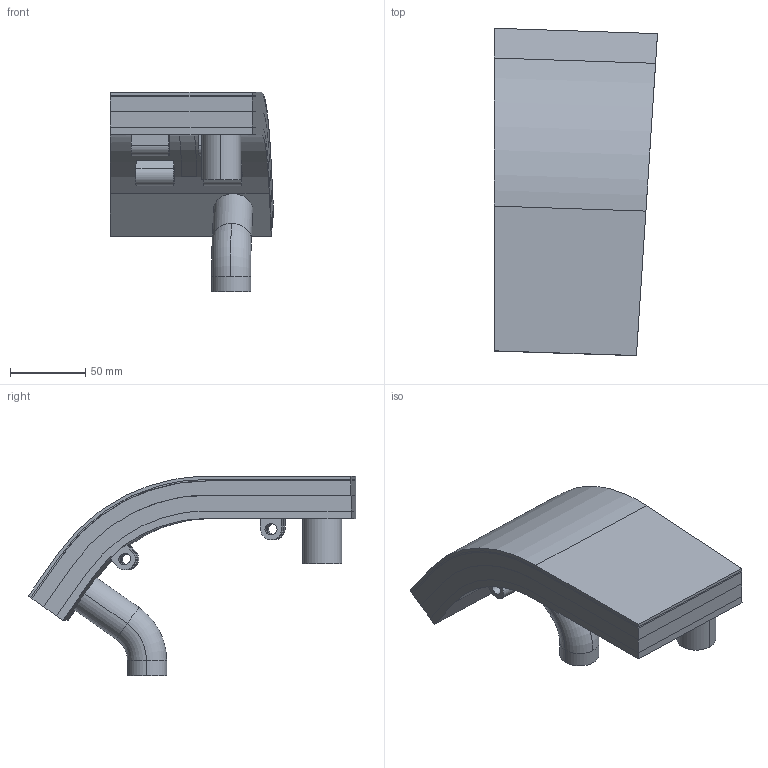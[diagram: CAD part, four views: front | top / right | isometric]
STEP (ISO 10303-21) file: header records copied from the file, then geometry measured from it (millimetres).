
FILE_DESCRIPTION(('CATIA V5 STEP Exchange'),'2;1');
FILE_NAME('DOME.stp','2021-01-25T01:50:11+00:00',('none'),('none'),'CATIA Version 5 Release 20 SP 1 (IN-10)','CATIA V5 STEP AP203','none');
FILE_SCHEMA(('CONFIG_CONTROL_DESIGN'));
Length unit declared in the file: millimetre
Products named in the file (2): 下偏滤器; DOME右
Assembly tree (4 placements, depth 3):
  下偏滤器
    DOME右
      #66
      #2930
      #5405
Bounding box: 108.21 x 217.38 x 132.18 mm (x, y, z)
Volume: 403548.8 mm3; surface area: 260192.3 mm2
Topology: 12 solids, 12 shells, 185 faces, 475 edges, 298 vertices
Faces by surface type: plane 95, cylinder 70, torus 10, sphere 8, bspline 2
Entity records: 6036 total; most frequent: CARTESIAN_POINT 1638, ORIENTED_EDGE 926, DIRECTION 771, EDGE_CURVE 463, AXIS2_PLACEMENT_3D 296, VERTEX_POINT 296, VECTOR 293, LINE 293
